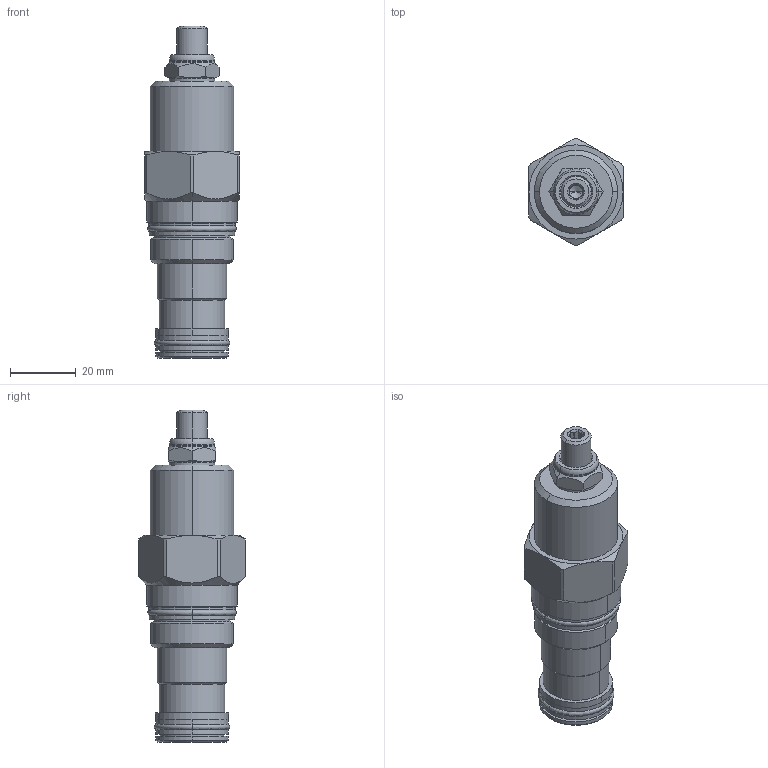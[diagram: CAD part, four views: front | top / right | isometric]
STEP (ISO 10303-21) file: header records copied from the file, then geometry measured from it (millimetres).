
FILE_DESCRIPTION((''),'2;1');
FILE_NAME('NCEB-LCN_PRT','2016-05-16T',('Administrator'),(''),'PRO/ENGINEER BY PARAMETRIC TECHNOLOGY CORPORATION, 2006240','PRO/ENGINEER BY PARAMETRIC TECHNOLOGY CORPORATION, 2006240','');
FILE_SCHEMA(('CONFIG_CONTROL_DESIGN'));
Length unit declared in the file: inch
Products named in the file (1): NCEB-LCN_PRT
Bounding box: 28.57 x 32.38 x 100.76 mm (x, y, z)
Volume: 42218.7 mm3; surface area: 11327.7 mm2
Topology: 3 solids, 5 shells, 190 faces, 428 edges, 259 vertices
Faces by surface type: cylinder 64, plane 52, cone 50, torus 16, revolution 8
Entity records: 6154 total; most frequent: CARTESIAN_POINT 1819, DIRECTION 952, ORIENTED_EDGE 852, EDGE_CURVE 426, AXIS2_PLACEMENT_3D 394, VERTEX_POINT 259, CIRCLE 212, EDGE_LOOP 209
